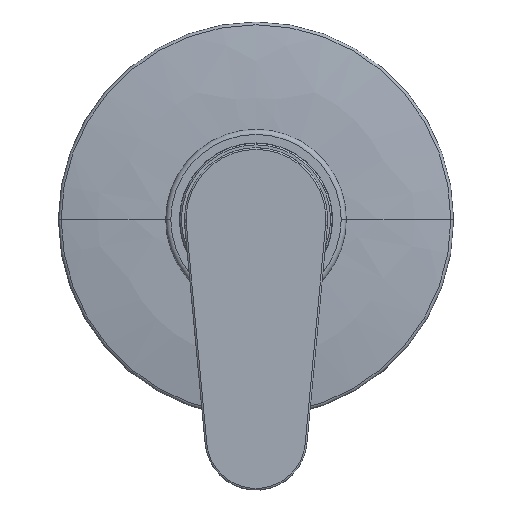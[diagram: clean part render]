
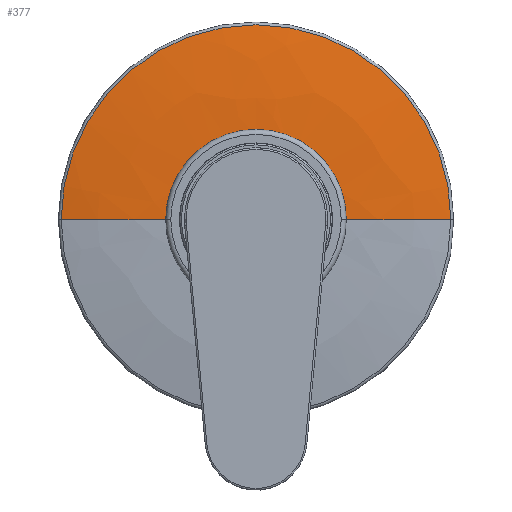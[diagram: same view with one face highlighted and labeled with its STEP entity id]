
A CAD part, top view. The second image highlights one B-rep face of the part: STEP entity #377.
In plain terms, the highlighted free-form (B-spline) face has degree [3, 3] with [7, 4] control points.
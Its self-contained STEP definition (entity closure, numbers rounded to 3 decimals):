
#36=CARTESIAN_POINT('',(0.,0.,49.));
#37=DIRECTION('',(0.,0.,-1.));
#38=DIRECTION('',(-1.,0.,0.));
#39=AXIS2_PLACEMENT_3D('',#36,#37,#38);
#41=CARTESIAN_POINT('',(0.,0.,46.149));
#42=DIRECTION('',(0.,0.,1.));
#43=DIRECTION('',(1.,0.,0.));
#44=AXIS2_PLACEMENT_3D('',#41,#42,#43);
#61=CARTESIAN_POINT('',(-25.,0.,-134.));
#62=DIRECTION('',(0.,1.,0.));
#63=DIRECTION('',(-0.176,0.,0.984));
#64=AXIS2_PLACEMENT_3D('',#61,#62,#63);
#66=CARTESIAN_POINT('',(25.,0.,-134.));
#67=DIRECTION('',(0.,-1.,0.));
#68=DIRECTION('',(0.176,0.,0.984));
#69=AXIS2_PLACEMENT_3D('',#66,#67,#68);
#259=CARTESIAN_POINT('',(-25.,0.,49.));
#261=VERTEX_POINT('',#259);
#263=CARTESIAN_POINT('',(25.,0.,49.));
#265=VERTEX_POINT('',#263);
#271=CARTESIAN_POINT('',(-57.176,0.,46.149));
#272=CARTESIAN_POINT('',(57.176,0.,
46.149));
#273=VERTEX_POINT('',#271);
#274=VERTEX_POINT('',#272);
#339=CARTESIAN_POINT('',(-24.305,-1.529,48.999));
#340=CARTESIAN_POINT('',(-35.511,-2.234,49.039));
#341=CARTESIAN_POINT('',(-46.674,-2.936,48.048));
#342=CARTESIAN_POINT('',(-57.698,-3.63,46.034));
#343=CARTESIAN_POINT('',(-25.246,13.428,48.999));
#344=CARTESIAN_POINT('',(-36.886,19.619,49.039));
#345=CARTESIAN_POINT('',(-48.481,25.786,48.048));
#346=CARTESIAN_POINT('',(-59.932,31.877,46.034));
#347=CARTESIAN_POINT('',(-14.987,24.353,48.999));
#348=CARTESIAN_POINT('',(-21.897,35.581,49.039));
#349=CARTESIAN_POINT('',(-28.78,46.766,48.048));
#350=CARTESIAN_POINT('',(-35.578,57.812,46.034));
#351=CARTESIAN_POINT('',(0.,24.353,48.999));
#352=CARTESIAN_POINT('',(0.,35.581,49.039));
#353=CARTESIAN_POINT('',(0.,46.766,48.048));
#354=CARTESIAN_POINT('',(0.,57.812,46.034));
#355=CARTESIAN_POINT('',(14.987,24.353,48.999));
#356=CARTESIAN_POINT('',(21.897,35.581,49.039));
#357=CARTESIAN_POINT('',(28.78,46.766,48.048));
#358=CARTESIAN_POINT('',(35.578,57.812,46.034));
#359=CARTESIAN_POINT('',(25.246,13.428,48.999));
#360=CARTESIAN_POINT('',(36.886,19.619,49.039));
#361=CARTESIAN_POINT('',(48.481,25.786,48.048));
#362=CARTESIAN_POINT('',(59.932,31.877,46.034));
#363=CARTESIAN_POINT('',(24.305,-1.529,48.999));
#364=CARTESIAN_POINT('',(35.511,-2.234,49.039));
#365=CARTESIAN_POINT('',(46.674,-2.936,48.048));
#366=CARTESIAN_POINT('',(57.698,-3.63,46.034));
#367=(BOUNDED_SURFACE()B_SPLINE_SURFACE(3,3,((#339,#340,#341,#342),(#343,#344,
#345,#346),(#347,#348,#349,#350),(#351,#352,#353,#354),(#355,#356,#357,#358),(
#359,#360,#361,#362),(#363,#364,#365,#366)),.UNSPECIFIED.,.F.,.F.,.F.)B_SPLINE_SURFACE_WITH_KNOTS((4,3,4),(4,4),(0.,1.,2.),(0.,1.),.UNSPECIFIED.)GEOMETRIC_REPRESENTATION_ITEM()RATIONAL_B_SPLINE_SURFACE(((1.19,
1.186,1.186,1.19),(0.94,
0.937,0.937,0.94),(0.94,
0.937,0.937,0.94),(1.19,
1.186,1.186,1.19),(0.94,
0.937,0.937,0.94),(0.94,
0.937,0.937,0.94),(1.19,
1.186,1.186,1.19)))REPRESENTATION_ITEM('')SURFACE());
#369=ORIENTED_EDGE('',*,*,#368,.F.);
#371=ORIENTED_EDGE('',*,*,#370,.T.);
#372=ORIENTED_EDGE('',*,*,#324,.F.);
#374=ORIENTED_EDGE('',*,*,#373,.F.);
#375=EDGE_LOOP('',(#369,#371,#372,#374));
#376=FACE_OUTER_BOUND('',#375,.F.);
#377=ADVANCED_FACE('',(#376),#367,.T.);
#40=CIRCLE('',#39,25.);
#45=CIRCLE('',#44,57.176);
#65=CIRCLE('',#64,183.);
#70=CIRCLE('',#69,183.);
#324=EDGE_CURVE('',#261,#265,#40,.T.);
#368=EDGE_CURVE('',#274,#273,#45,.T.);
#370=EDGE_CURVE('',#274,#265,#70,.T.);
#373=EDGE_CURVE('',#273,#261,#65,.T.);
